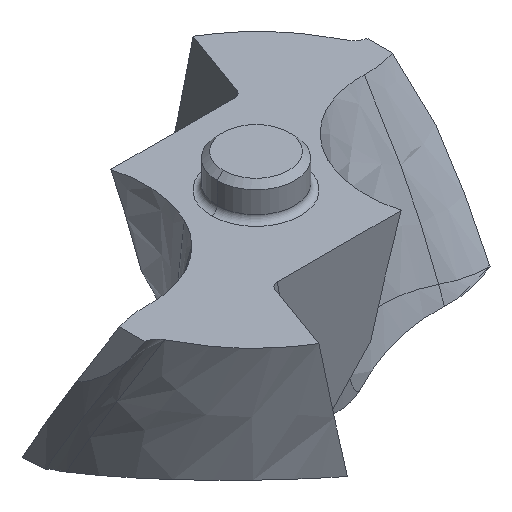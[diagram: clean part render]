
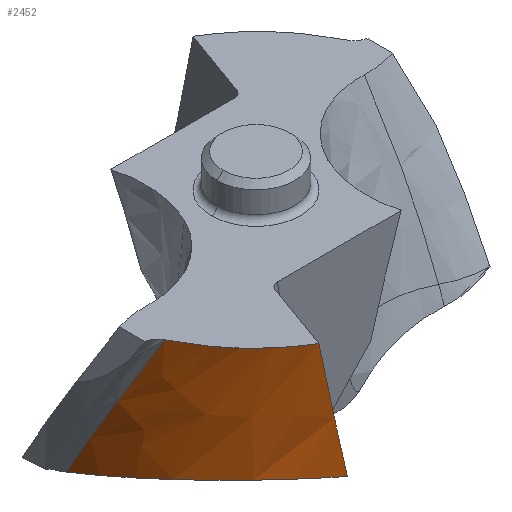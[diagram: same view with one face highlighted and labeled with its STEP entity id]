
A CAD part, isometric view. The second image highlights one B-rep face of the part: STEP entity #2452.
In plain terms, the highlighted free-form (B-spline) face has degree [3, 3] with [7, 5] control points.
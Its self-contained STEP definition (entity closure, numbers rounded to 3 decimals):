
#192=CARTESIAN_POINT('',(-4.468,-2.145,
0.));
#193=CARTESIAN_POINT('',(-4.222,-2.649,
0.));
#194=CARTESIAN_POINT('',(-3.663,-3.422,
0.));
#195=CARTESIAN_POINT('',(-2.913,-3.997,
0.));
#196=CARTESIAN_POINT('',(-2.59,-4.191,
0.));
#206=CARTESIAN_POINT('',(-4.468,-2.145,
0.));
#965=CARTESIAN_POINT('',(-2.105,-4.434,
-3.052));
#966=CARTESIAN_POINT('',(-2.128,-4.414,
-2.893));
#967=CARTESIAN_POINT('',(-2.177,-4.377,
-2.561));
#968=CARTESIAN_POINT('',(-2.258,-4.325,
-2.025));
#969=CARTESIAN_POINT('',(-2.353,-4.278,
-1.431));
#970=CARTESIAN_POINT('',(-2.461,-4.234,
-0.768));
#971=CARTESIAN_POINT('',(-2.545,-4.206,
-0.265));
#972=CARTESIAN_POINT('',(-2.59,-4.191,
0.));
#977=CARTESIAN_POINT('',(-4.957,-0.124,
-3.683));
#978=CARTESIAN_POINT('',(-4.953,-0.298,
-3.617));
#979=CARTESIAN_POINT('',(-4.926,-0.641,
-3.494));
#980=CARTESIAN_POINT('',(-4.834,-1.139,
-3.335));
#981=CARTESIAN_POINT('',(-4.694,-1.616,
-3.201));
#982=CARTESIAN_POINT('',(-4.508,-2.072,
-3.093));
#983=CARTESIAN_POINT('',(-4.276,-2.505,
-3.009));
#984=CARTESIAN_POINT('',(-4.004,-2.911,
-2.951));
#985=CARTESIAN_POINT('',(-3.693,-3.286,
-2.919));
#986=CARTESIAN_POINT('',(-3.347,-3.627,
-2.912));
#987=CARTESIAN_POINT('',(-2.967,-3.935,
-2.932));
#988=CARTESIAN_POINT('',(-2.554,-4.207,
-2.977));
#989=CARTESIAN_POINT('',(-2.258,-4.363,
-3.024));
#990=CARTESIAN_POINT('',(-2.105,-4.434,
-3.052));
#995=CARTESIAN_POINT('',(-4.468,-2.145,
0.));
#996=CARTESIAN_POINT('',(-4.597,-1.872,
-0.511));
#997=CARTESIAN_POINT('',(-4.849,-1.201,
-1.739));
#998=CARTESIAN_POINT('',(-4.95,-0.516,
-2.966));
#999=CARTESIAN_POINT('',(-4.957,-0.124,
-3.683));
#1285=VERTEX_POINT('',#206);
#1286=VERTEX_POINT('',#196);
#1324=CARTESIAN_POINT('',(-2.105,-4.434,
-3.052));
#1325=VERTEX_POINT('',#1324);
#1326=VERTEX_POINT('',#977);
#2409=CARTESIAN_POINT('',(-2.299,-4.387,
-3.72));
#2410=CARTESIAN_POINT('',(-2.002,-4.481,
-2.991));
#2411=CARTESIAN_POINT('',(-1.402,-4.657,
-1.739));
#2412=CARTESIAN_POINT('',(-0.646,-4.819,
-0.488));
#2413=CARTESIAN_POINT('',(-0.304,-4.88,
0.035));
#2414=CARTESIAN_POINT('',(-2.344,-4.363,
-3.72));
#2415=CARTESIAN_POINT('',(-2.049,-4.461,
-2.991));
#2416=CARTESIAN_POINT('',(-1.451,-4.645,
-1.739));
#2417=CARTESIAN_POINT('',(-0.696,-4.814,
-0.488));
#2418=CARTESIAN_POINT('',(-0.354,-4.877,
0.035));
#2419=CARTESIAN_POINT('',(-2.891,-4.067,
-3.72));
#2420=CARTESIAN_POINT('',(-2.608,-4.216,
-2.991));
#2421=CARTESIAN_POINT('',(-2.032,-4.486,
-1.739));
#2422=CARTESIAN_POINT('',(-1.298,-4.741,
-0.488));
#2423=CARTESIAN_POINT('',(-0.966,-4.841,
0.035));
#2424=CARTESIAN_POINT('',(-3.829,-3.301,
-3.72));
#2425=CARTESIAN_POINT('',(-3.588,-3.542,
-2.991));
#2426=CARTESIAN_POINT('',(-3.084,-3.969,
-1.739));
#2427=CARTESIAN_POINT('',(-2.423,-4.382,
-0.488));
#2428=CARTESIAN_POINT('',(-2.121,-4.548,
0.035));
#2429=CARTESIAN_POINT('',(-4.731,-1.796,
-3.72));
#2430=CARTESIAN_POINT('',(-4.593,-2.14,
-2.991));
#2431=CARTESIAN_POINT('',(-4.266,-2.747,
-1.739));
#2432=CARTESIAN_POINT('',(-3.781,-3.34,
-0.488));
#2433=CARTESIAN_POINT('',(-3.553,-3.58,
0.035));
#2434=CARTESIAN_POINT('',(-4.952,-0.64,
-3.72));
#2435=CARTESIAN_POINT('',(-4.903,-1.027,
-2.991));
#2436=CARTESIAN_POINT('',(-4.728,-1.705,
-1.739));
#2437=CARTESIAN_POINT('',(-4.396,-2.369,
-0.488));
#2438=CARTESIAN_POINT('',(-4.231,-2.64,
0.035));
#2439=CARTESIAN_POINT('',(-4.958,-0.052,
-3.72));
#2440=CARTESIAN_POINT('',(-4.957,-0.452,
-2.991));
#2441=CARTESIAN_POINT('',(-4.863,-1.152,
-1.739));
#2442=CARTESIAN_POINT('',(-4.612,-1.838,
-0.488));
#2443=CARTESIAN_POINT('',(-4.481,-2.118,
0.035));
#2444=B_SPLINE_SURFACE_WITH_KNOTS('',3,3,((#2409,#2410,#2411,#2412,#2413),
(#2414,#2415,#2416,#2417,#2418),(#2419,#2420,#2421,#2422,#2423),(#2424,#2425,
#2426,#2427,#2428),(#2429,#2430,#2431,#2432,#2433),(#2434,#2435,#2436,#2437,
#2438),(#2439,#2440,#2441,#2442,#2443)),.UNSPECIFIED.,.F.,.F.,.F.,(4,1,1,1,4),
(4,1,4),(0.,0.029,0.346,
0.663,0.99),(0.,0.583,
1.),.UNSPECIFIED.);
#2446=ORIENTED_EDGE('',*,*,#2445,.F.);
#2447=ORIENTED_EDGE('',*,*,#1765,.F.);
#2448=ORIENTED_EDGE('',*,*,#2402,.F.);
#2449=ORIENTED_EDGE('',*,*,#1526,.T.);
#2450=EDGE_LOOP('',(#2446,#2447,#2448,#2449));
#2451=FACE_OUTER_BOUND('',#2450,.F.);
#197=B_SPLINE_CURVE_WITH_KNOTS('',3,(#192,#193,#194,#195,#196),.UNSPECIFIED.,
.F.,.F.,(4,1,4),(0.,0.598,1.),.UNSPECIFIED.);
#973=B_SPLINE_CURVE_WITH_KNOTS('',3,(#965,#966,#967,#968,#969,#970,#971,#972),
.UNSPECIFIED.,.F.,.F.,(4,1,1,1,1,4),(0.,0.2,0.4,0.6,0.8,1.),
.UNSPECIFIED.);
#991=B_SPLINE_CURVE_WITH_KNOTS('',3,(#977,#978,#979,#980,#981,#982,#983,#984,
#985,#986,#987,#988,#989,#990),.UNSPECIFIED.,.F.,.F.,(4,1,1,1,1,1,1,1,1,1,1,4),(
0.,0.091,0.182,0.273,0.364,
0.455,0.545,0.636,0.727,
0.818,0.909,1.),.UNSPECIFIED.);
#1000=B_SPLINE_CURVE_WITH_KNOTS('',3,(#995,#996,#997,#998,#999),.UNSPECIFIED.,
.F.,.F.,(4,1,4),(0.,0.416,1.),.UNSPECIFIED.);
#1526=EDGE_CURVE('',#1285,#1286,#197,.T.);
#1765=EDGE_CURVE('',#1326,#1325,#991,.T.);
#2402=EDGE_CURVE('',#1285,#1326,#1000,.T.);
#2445=EDGE_CURVE('',#1325,#1286,#973,.T.);
#2452=ADVANCED_FACE('',(#2451),#2444,.F.);
